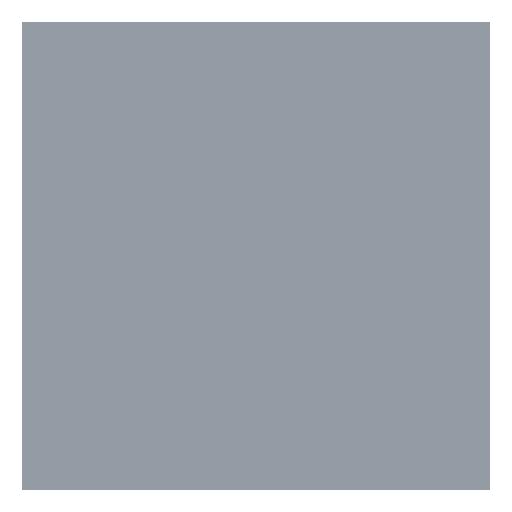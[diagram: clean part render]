
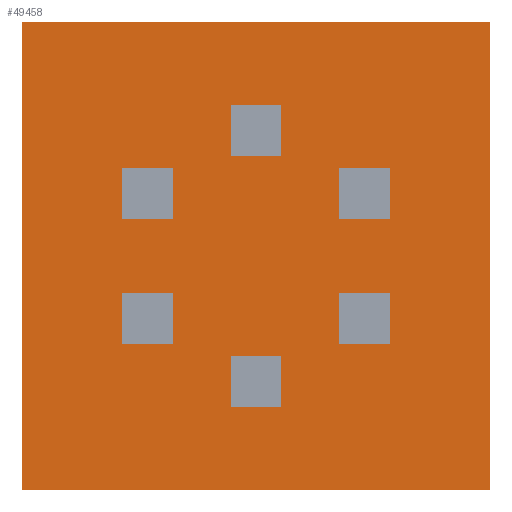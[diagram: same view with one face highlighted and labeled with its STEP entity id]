
A CAD part, front view. The second image highlights one B-rep face of the part: STEP entity #49458.
In plain terms, the highlighted planar face has unit normal (0, -1, 0).
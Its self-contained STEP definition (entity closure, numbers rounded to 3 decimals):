
#766 = LINE ( 'NONE', #58737, #43966 ) ;
#2628 = DIRECTION ( 'NONE',  ( -1., 0., 0. ) ) ;
#4085 = VERTEX_POINT ( 'NONE', #43835 ) ;
#4347 = CARTESIAN_POINT ( 'NONE',  ( -3450., 0., 3450. ) ) ;
#4437 = DIRECTION ( 'NONE',  ( 1., 0., 0. ) ) ;
#4651 = DIRECTION ( 'NONE',  ( 0., -1., 0. ) ) ;
#4972 = EDGE_CURVE ( 'NONE', #4085, #64743, #18814, .T. ) ;
#8317 = FACE_OUTER_BOUND ( 'NONE', #52162, .T. ) ;
#13018 = ORIENTED_EDGE ( 'NONE', *, *, #49725, .F. ) ;
#18121 = EDGE_CURVE ( 'NONE', #64743, #20351, #19237, .T. ) ;
#18814 = LINE ( 'NONE', #33134, #47714 ) ;
#19177 = VECTOR ( 'NONE', #4437, 1000. ) ;
#19237 = LINE ( 'NONE', #4347, #19177 ) ;
#19447 = ORIENTED_EDGE ( 'NONE', *, *, #18121, .F. ) ;
#20351 = VERTEX_POINT ( 'NONE', #52850 ) ;
#26736 = LINE ( 'NONE', #64722, #45226 ) ;
#30513 = ORIENTED_EDGE ( 'NONE', *, *, #40769, .F. ) ;
#32697 = DIRECTION ( 'NONE',  ( 0., 0., 1. ) ) ;
#33134 = CARTESIAN_POINT ( 'NONE',  ( -3450., 0., 3450. ) ) ;
#40769 = EDGE_CURVE ( 'NONE', #42626, #4085, #766, .T. ) ;
#42626 = VERTEX_POINT ( 'NONE', #65235 ) ;
#43186 = PLANE ( 'NONE',  #56043 ) ;
#43835 = CARTESIAN_POINT ( 'NONE',  ( -3450., 0., -3450. ) ) ;
#43966 = VECTOR ( 'NONE', #2628, 1000. ) ;
#45226 = VECTOR ( 'NONE', #49470, 1000. ) ;
#47714 = VECTOR ( 'NONE', #32697, 1000. ) ;
#49458 = ADVANCED_FACE ( 'NONE', ( #8317 ), #43186, .T. ) ;
#49470 = DIRECTION ( 'NONE',  ( 0., 0., -1. ) ) ;
#49725 = EDGE_CURVE ( 'NONE', #20351, #42626, #26736, .T. ) ;
#50935 = ORIENTED_EDGE ( 'NONE', *, *, #4972, .F. ) ;
#52162 = EDGE_LOOP ( 'NONE', ( #13018, #19447, #50935, #30513 ) ) ;
#52850 = CARTESIAN_POINT ( 'NONE',  ( 3450., 0., 3450. ) ) ;
#56043 = AXIS2_PLACEMENT_3D ( 'NONE', #61864, #4651, #56925 ) ;
#56584 = CARTESIAN_POINT ( 'NONE',  ( -3450., 0., 3450. ) ) ;
#56925 = DIRECTION ( 'NONE',  ( 0., 0., -1. ) ) ;
#58737 = CARTESIAN_POINT ( 'NONE',  ( -3450., 0., -3450. ) ) ;
#61864 = CARTESIAN_POINT ( 'NONE',  ( 0., 0., 0. ) ) ;
#64722 = CARTESIAN_POINT ( 'NONE',  ( 3450., 0., 3450. ) ) ;
#64743 = VERTEX_POINT ( 'NONE', #56584 ) ;
#65235 = CARTESIAN_POINT ( 'NONE',  ( 3450., 0., -3450. ) ) ;
